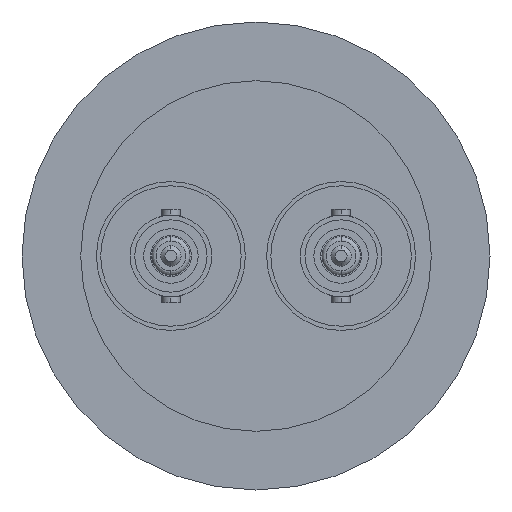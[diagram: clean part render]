
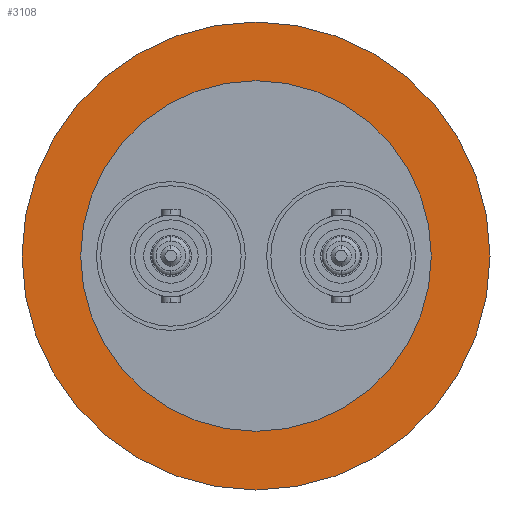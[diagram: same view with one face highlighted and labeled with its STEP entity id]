
A CAD part, left-side view. The second image highlights one B-rep face of the part: STEP entity #3108.
In plain terms, the highlighted planar face has unit normal (-1, 0, 0).
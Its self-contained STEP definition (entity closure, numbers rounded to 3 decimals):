
#329 = FACE_BOUND ( 'NONE', #3637, .T. ) ;
#332 = CIRCLE ( 'NONE', #739, 20.6 ) ;
#449 = FACE_OUTER_BOUND ( 'NONE', #2471, .T. ) ;
#666 = ORIENTED_EDGE ( 'NONE', *, *, #1095, .T. ) ;
#694 = AXIS2_PLACEMENT_3D ( 'NONE', #1596, #3586, #1888 ) ;
#711 = ORIENTED_EDGE ( 'NONE', *, *, #1459, .F. ) ;
#739 = AXIS2_PLACEMENT_3D ( 'NONE', #817, #3391, #2814 ) ;
#817 = CARTESIAN_POINT ( 'NONE',  ( 0., 0., 0. ) ) ;
#1056 = DIRECTION ( 'NONE',  ( -1., 0., 0. ) ) ;
#1095 = EDGE_CURVE ( 'NONE', #3234, #3418, #2810, .T. ) ;
#1334 = ORIENTED_EDGE ( 'NONE', *, *, #1455, .T. ) ;
#1361 = CARTESIAN_POINT ( 'NONE',  ( 0., 0., 0. ) ) ;
#1386 = CARTESIAN_POINT ( 'NONE',  ( 0., 0., -20.6 ) ) ;
#1455 = EDGE_CURVE ( 'NONE', #3418, #3234, #1692, .T. ) ;
#1459 = EDGE_CURVE ( 'NONE', #2893, #2216, #2926, .T. ) ;
#1486 = CARTESIAN_POINT ( 'NONE',  ( 0., 0., 20.6 ) ) ;
#1561 = AXIS2_PLACEMENT_3D ( 'NONE', #3688, #1659, #3643 ) ;
#1596 = CARTESIAN_POINT ( 'NONE',  ( 0., 0., 0. ) ) ;
#1659 = DIRECTION ( 'NONE',  ( -1., 0., 0. ) ) ;
#1692 = CIRCLE ( 'NONE', #694, 27.5 ) ;
#1888 = DIRECTION ( 'NONE',  ( 0., 0., 1. ) ) ;
#2045 = CARTESIAN_POINT ( 'NONE',  ( 0., 0., 27.5 ) ) ;
#2216 = VERTEX_POINT ( 'NONE', #1386 ) ;
#2471 = EDGE_LOOP ( 'NONE', ( #1334, #666 ) ) ;
#2707 = ORIENTED_EDGE ( 'NONE', *, *, #2726, .F. ) ;
#2726 = EDGE_CURVE ( 'NONE', #2216, #2893, #332, .T. ) ;
#2784 = DIRECTION ( 'NONE',  ( 0., 0., 1. ) ) ;
#2810 = CIRCLE ( 'NONE', #1561, 27.5 ) ;
#2814 = DIRECTION ( 'NONE',  ( 0., 0., 1. ) ) ;
#2832 = DIRECTION ( 'NONE',  ( 0., 0., -1. ) ) ;
#2893 = VERTEX_POINT ( 'NONE', #1486 ) ;
#2926 = CIRCLE ( 'NONE', #3073, 20.6 ) ;
#3059 = CARTESIAN_POINT ( 'NONE',  ( 0., 0., -27.5 ) ) ;
#3073 = AXIS2_PLACEMENT_3D ( 'NONE', #1361, #1056, #2784 ) ;
#3103 = PLANE ( 'NONE',  #3479 ) ;
#3108 = ADVANCED_FACE ( 'NONE', ( #329, #449 ), #3103, .F. ) ;
#3234 = VERTEX_POINT ( 'NONE', #3059 ) ;
#3383 = CARTESIAN_POINT ( 'NONE',  ( 0., 0., -27.5 ) ) ;
#3391 = DIRECTION ( 'NONE',  ( -1., 0., 0. ) ) ;
#3418 = VERTEX_POINT ( 'NONE', #2045 ) ;
#3479 = AXIS2_PLACEMENT_3D ( 'NONE', #3383, #3678, #2832 ) ;
#3586 = DIRECTION ( 'NONE',  ( -1., 0., 0. ) ) ;
#3637 = EDGE_LOOP ( 'NONE', ( #711, #2707 ) ) ;
#3643 = DIRECTION ( 'NONE',  ( 0., 0., 1. ) ) ;
#3678 = DIRECTION ( 'NONE',  ( 1., 0., 0. ) ) ;
#3688 = CARTESIAN_POINT ( 'NONE',  ( 0., 0., 0. ) ) ;
